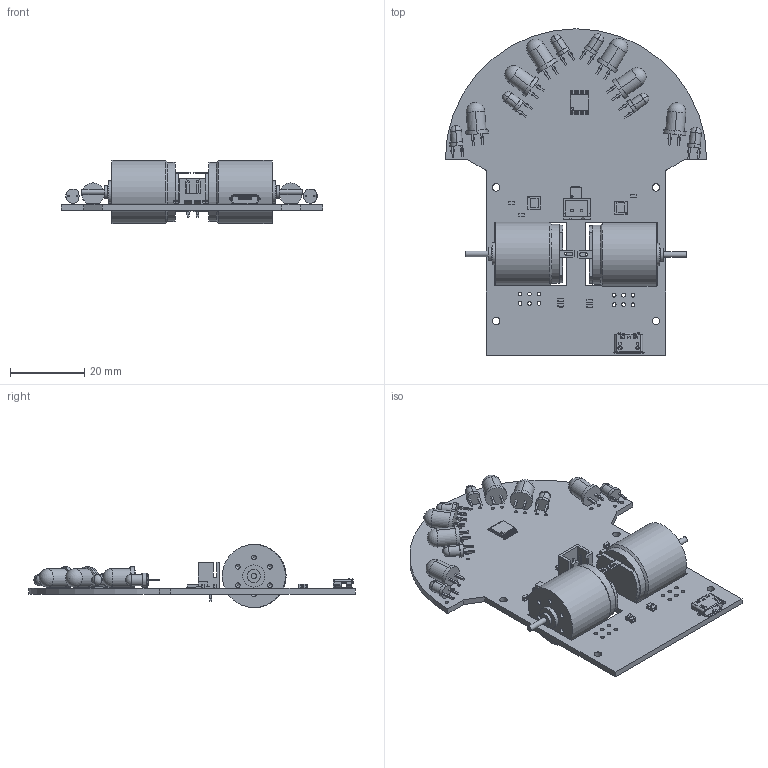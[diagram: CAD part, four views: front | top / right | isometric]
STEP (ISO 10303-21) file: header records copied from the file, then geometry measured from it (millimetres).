
FILE_DESCRIPTION(('FreeCAD Model'),'2;1');
FILE_NAME('Micromouse1.2.step','2017-09-23T23:28:28',('kicad StepUp'),('ksu MCAD'), 'Open CASCADE STEP processor 6.8','FreeCAD','Unknown');
FILE_SCHEMA(('AUTOMOTIVE_DESIGN_CC2 { 1 2 10303 214 -1 1 5 4 }'));
Length unit declared in the file: millimetre
Products named in the file (29): ASSEMBLY; Pcb; 1717TSR_; 1717TSR_001; IR_Emitter_; IR_Emitter_001; IR_Emitter_002; IR_Emitter_003; IR_Emitter_004; IR_Emitter_005; IR_Reciver_; IR_Reciver_001; IR_Reciver_002; IR_Reciver_003; IR_Reciver_004; IR_Reciver_005; MPU_6500_; User_Library-MicroUSB-B_Molex_105017-0001_; JST_2x1_CONNECTOR_; 1422594_rcu-0c_; 1422594_rcu-0c_001; 1422594_rcu-0c_002; 1422594_rcu-0c_003; 1422594_rcu-0c_004; 1422594_rcu-0c_005; 1422594_rcu-0c_006; User_Library-SIL0008E-1_; User_Library-SIL0008E-1_001; User_Library-TSSOP-16-1_
Assembly tree (28 placements, depth 2):
  ASSEMBLY
    Pcb
    1717TSR_
    1717TSR_001
    IR_Emitter_
    IR_Emitter_001
    IR_Emitter_002
    IR_Emitter_003
    IR_Emitter_004
    IR_Emitter_005
    IR_Reciver_
    IR_Reciver_001
    IR_Reciver_002
    IR_Reciver_003
    IR_Reciver_004
    IR_Reciver_005
    MPU_6500_
    User_Library-MicroUSB-B_Molex_105017-0001_
    JST_2x1_CONNECTOR_
    1422594_rcu-0c_
    1422594_rcu-0c_001
    1422594_rcu-0c_002
    1422594_rcu-0c_003
    1422594_rcu-0c_004
    1422594_rcu-0c_005
    1422594_rcu-0c_006
    User_Library-SIL0008E-1_
    User_Library-SIL0008E-1_001
    User_Library-TSSOP-16-1_
Bounding box: 70.4 x 87.92 x 17 mm (x, y, z)
Volume: 15455.6 mm3; surface area: 14117.3 mm2
Topology: 28 solids, 28 shells, 1631 faces, 4497 edges, 2928 vertices
Faces by surface type: plane 1179, cylinder 410, sphere 18, cone 14, bspline 8, torus 2
Full cylindrical faces by diameter (mm): 0.9 x26, 1 x12, 1.25 x12, 1.5 x2, 2 x4, 3 x2, 3.5 x2, 6 x2, 15.9 x2, 17 x2
Entity records: 56561 total; most frequent: CARTESIAN_POINT 9277, ORIENTED_EDGE 8918, DIRECTION 8587, EDGE_CURVE 4459, LINE 3523, VECTOR 3523, VERTEX_POINT 2928, AXIS2_PLACEMENT_3D 2532
